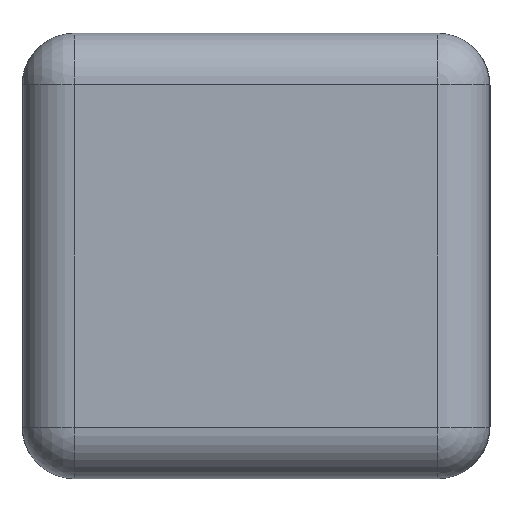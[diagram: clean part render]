
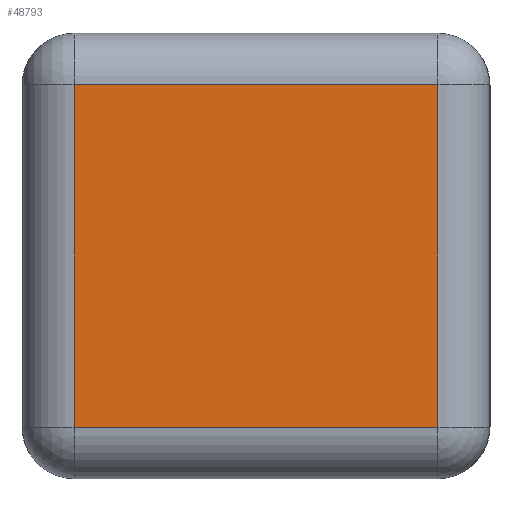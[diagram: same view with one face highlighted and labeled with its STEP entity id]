
A CAD part, front view. The second image highlights one B-rep face of the part: STEP entity #48793.
In plain terms, the highlighted planar face has unit normal (0, -1, 0).
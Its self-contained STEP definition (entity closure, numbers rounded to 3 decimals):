
#6418 = ORIENTED_EDGE ( 'NONE', *, *, #53053, .T. ) ;
#6730 = DIRECTION ( 'NONE',  ( 0., 0., -1. ) ) ;
#8296 = EDGE_LOOP ( 'NONE', ( #41795, #52795, #13756, #6418 ) ) ;
#8496 = FACE_OUTER_BOUND ( 'NONE', #8296, .T. ) ;
#9474 = VECTOR ( 'NONE', #47487, 1000. ) ;
#10575 = VECTOR ( 'NONE', #52491, 1000. ) ;
#10768 = EDGE_CURVE ( 'NONE', #38420, #55682, #32597, .T. ) ;
#11845 = VERTEX_POINT ( 'NONE', #37242 ) ;
#13756 = ORIENTED_EDGE ( 'NONE', *, *, #41515, .T. ) ;
#13928 = VERTEX_POINT ( 'NONE', #29538 ) ;
#16491 = AXIS2_PLACEMENT_3D ( 'NONE', #50698, #22253, #32217 ) ;
#22253 = DIRECTION ( 'NONE',  ( 0., -1., 0. ) ) ;
#26689 = CARTESIAN_POINT ( 'NONE',  ( -294.287, -132.665, -248.383 ) ) ;
#29405 = VECTOR ( 'NONE', #6730, 1000. ) ;
#29538 = CARTESIAN_POINT ( 'NONE',  ( 270.826, -132.665, -168.383 ) ) ;
#31512 = VECTOR ( 'NONE', #38516, 1000. ) ;
#32217 = DIRECTION ( 'NONE',  ( 0., 0., -1. ) ) ;
#32597 = LINE ( 'NONE', #52624, #31512 ) ;
#33389 = LINE ( 'NONE', #42776, #10575 ) ;
#34736 = CARTESIAN_POINT ( 'NONE',  ( -294.287, -132.665, 364.024 ) ) ;
#37120 = LINE ( 'NONE', #56258, #9474 ) ;
#37242 = CARTESIAN_POINT ( 'NONE',  ( -294.287, -132.665, -168.383 ) ) ;
#38420 = VERTEX_POINT ( 'NONE', #54766 ) ;
#38516 = DIRECTION ( 'NONE',  ( -1., 0., 0. ) ) ;
#41515 = EDGE_CURVE ( 'NONE', #11845, #13928, #37120, .T. ) ;
#41795 = ORIENTED_EDGE ( 'NONE', *, *, #10768, .T. ) ;
#41901 = PLANE ( 'NONE',  #16491 ) ;
#42776 = CARTESIAN_POINT ( 'NONE',  ( 270.826, -132.665, -248.383 ) ) ;
#47487 = DIRECTION ( 'NONE',  ( 1., 0., 0. ) ) ;
#48793 = ADVANCED_FACE ( 'NONE', ( #8496 ), #41901, .T. ) ;
#50698 = CARTESIAN_POINT ( 'NONE',  ( 1047.517, -132.665, -248.383 ) ) ;
#52491 = DIRECTION ( 'NONE',  ( 0., 0., 1. ) ) ;
#52624 = CARTESIAN_POINT ( 'NONE',  ( 1047.517, -132.665, 364.024 ) ) ;
#52795 = ORIENTED_EDGE ( 'NONE', *, *, #60326, .T. ) ;
#53053 = EDGE_CURVE ( 'NONE', #13928, #38420, #33389, .T. ) ;
#54766 = CARTESIAN_POINT ( 'NONE',  ( 270.826, -132.665, 364.024 ) ) ;
#55146 = LINE ( 'NONE', #26689, #29405 ) ;
#55682 = VERTEX_POINT ( 'NONE', #34736 ) ;
#56258 = CARTESIAN_POINT ( 'NONE',  ( 1047.517, -132.665, -168.383 ) ) ;
#60326 = EDGE_CURVE ( 'NONE', #55682, #11845, #55146, .T. ) ;
